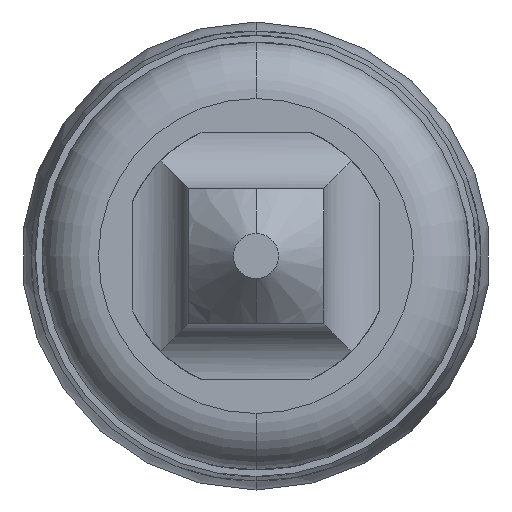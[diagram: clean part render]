
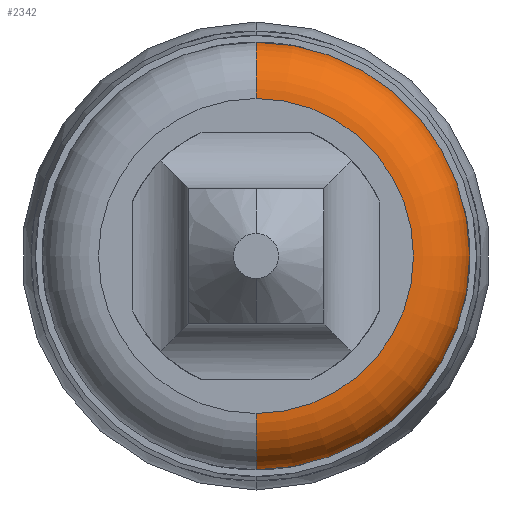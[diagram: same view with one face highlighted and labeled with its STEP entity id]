
A CAD part, front view. The second image highlights one B-rep face of the part: STEP entity #2342.
In plain terms, the highlighted toroidal (fillet/blend) face has major radius 0.7 mm and minor radius 0.25 mm.
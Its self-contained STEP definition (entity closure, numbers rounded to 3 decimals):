
#100 = CARTESIAN_POINT ( 'NONE',  ( 0., -30.55, -0.7 ) ) ;
#231 = DIRECTION ( 'NONE',  ( 0., 0., 1. ) ) ;
#247 = EDGE_CURVE ( 'NONE', #4628, #1526, #5006, .T. ) ;
#335 = FACE_OUTER_BOUND ( 'NONE', #5137, .T. ) ;
#350 = CIRCLE ( 'NONE', #2358, 0.7 ) ;
#541 = DIRECTION ( 'NONE',  ( 0., 0., -1. ) ) ;
#640 = EDGE_CURVE ( 'Defeature ausgef�hrt1_49+Defeature ausgef�hrt1_48+Defeature ausgef�hrt1_48+Defeature ausgef�hrt1_48', #4628, #2822, #350, .T. ) ;
#884 = CARTESIAN_POINT ( 'NONE',  ( 0., -30.8, 0. ) ) ;
#1028 = ORIENTED_EDGE ( 'NONE', *, *, #247, .F. ) ;
#1135 = ORIENTED_EDGE ( 'NONE', *, *, #640, .T. ) ;
#1156 = AXIS2_PLACEMENT_3D ( 'NONE', #1623, #3708, #3330 ) ;
#1526 = VERTEX_POINT ( 'NONE', #4465 ) ;
#1623 = CARTESIAN_POINT ( 'NONE',  ( 0., -30.55, 0.7 ) ) ;
#1695 = AXIS2_PLACEMENT_3D ( 'NONE', #3982, #3583, #231 ) ;
#1727 = DIRECTION ( 'NONE',  ( 0., 1., 0. ) ) ;
#2174 = CARTESIAN_POINT ( 'NONE',  ( 0., -30.55, 0. ) ) ;
#2210 = DIRECTION ( 'NONE',  ( 0., 0., 1. ) ) ;
#2342 = ADVANCED_FACE ( 'Defeature ausgef�hrt1_49', ( #335 ), #4033, .T. ) ;
#2343 = CIRCLE ( 'NONE', #2927, 0.25 ) ;
#2358 = AXIS2_PLACEMENT_3D ( 'NONE', #884, #1727, #4629 ) ;
#2568 = ORIENTED_EDGE ( 'NONE', *, *, #2761, .F. ) ;
#2685 = AXIS2_PLACEMENT_3D ( 'NONE', #2174, #2974, #2210 ) ;
#2761 = EDGE_CURVE ( 'Defeature ausgef�hrt1_50+Defeature ausgef�hrt1_49+Defeature ausgef�hrt1_49+Defeature ausgef�hrt1_49', #1526, #4433, #4026, .T. ) ;
#2778 = CARTESIAN_POINT ( 'NONE',  ( 0., -30.55, -0.95 ) ) ;
#2822 = VERTEX_POINT ( 'NONE', #5273 ) ;
#2927 = AXIS2_PLACEMENT_3D ( 'NONE', #100, #3856, #541 ) ;
#2974 = DIRECTION ( 'NONE',  ( 0., 1., 0. ) ) ;
#3188 = ORIENTED_EDGE ( 'NONE', *, *, #3570, .T. ) ;
#3330 = DIRECTION ( 'NONE',  ( 0., 0., 1. ) ) ;
#3337 = CARTESIAN_POINT ( 'NONE',  ( 0., -30.8, 0.7 ) ) ;
#3570 = EDGE_CURVE ( 'NONE', #2822, #4433, #2343, .T. ) ;
#3583 = DIRECTION ( 'NONE',  ( 0., 1., 0. ) ) ;
#3708 = DIRECTION ( 'NONE',  ( -1., 0., 0. ) ) ;
#3856 = DIRECTION ( 'NONE',  ( 1., 0., 0. ) ) ;
#3982 = CARTESIAN_POINT ( 'NONE',  ( 0., -30.55, 0. ) ) ;
#4026 = CIRCLE ( 'NONE', #1695, 0.95 ) ;
#4033 = TOROIDAL_SURFACE ( 'NONE', #2685, 0.7, 0.25 ) ;
#4433 = VERTEX_POINT ( 'NONE', #2778 ) ;
#4465 = CARTESIAN_POINT ( 'NONE',  ( 0., -30.55, 0.95 ) ) ;
#4628 = VERTEX_POINT ( 'NONE', #3337 ) ;
#4629 = DIRECTION ( 'NONE',  ( 0., 0., 1. ) ) ;
#5006 = CIRCLE ( 'NONE', #1156, 0.25 ) ;
#5137 = EDGE_LOOP ( 'NONE', ( #1135, #3188, #2568, #1028 ) ) ;
#5273 = CARTESIAN_POINT ( 'NONE',  ( 0., -30.8, -0.7 ) ) ;
